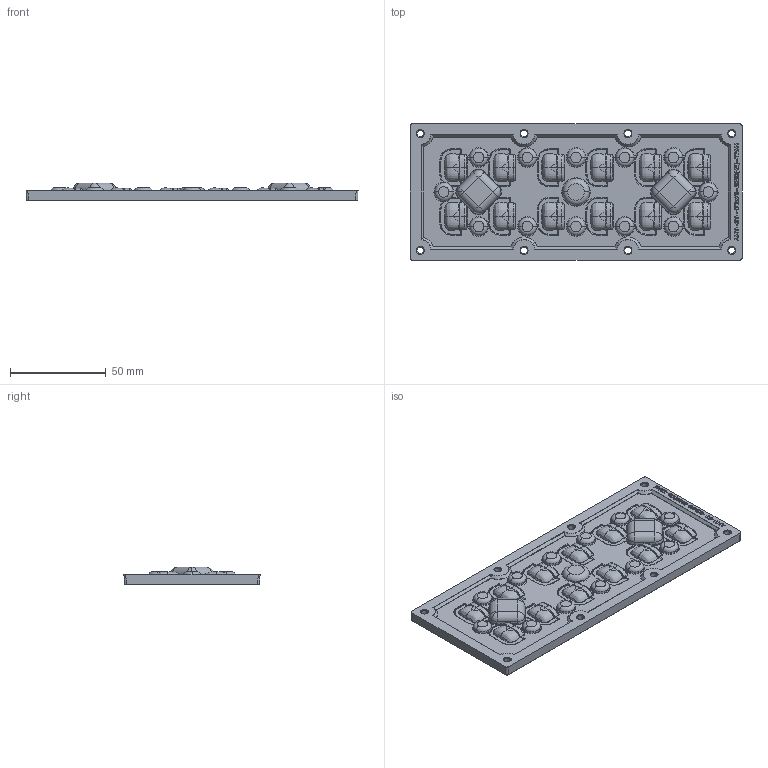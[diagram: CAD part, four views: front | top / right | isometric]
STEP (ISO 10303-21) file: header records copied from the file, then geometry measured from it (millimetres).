
FILE_DESCRIPTION (( 'STEP AP214' ), '1' );
FILE_NAME ('AMT-ST-173x70-5050(12)-T2M1_襟.STEP', '2023-10-06T09:06:14', ( '' ), ( '' ), 'SwSTEP 2.0', 'SolidWorks 2019', '' );
FILE_SCHEMA (( 'AUTOMOTIVE_DESIGN' ));
Length unit declared in the file: millimetre
Products named in the file (1): AMT-ST-173x70-5050(12)-T2M1_襟
Bounding box: 173.2 x 71 x 9.3 mm (x, y, z)
Volume: 36549.3 mm3; surface area: 32776.8 mm2
Topology: 1 solids, 1 shells, 4500 faces, 10851 edges, 6250 vertices
Faces by surface type: bspline 2757, cylinder 685, plane 418, torus 326, cone 196, sphere 118
Entity records: 220899 total; most frequent: CARTESIAN_POINT 138030, ORIENTED_EDGE 21340, DIRECTION 11832, EDGE_CURVE 10670, VERTEX_POINT 6250, AXIS2_PLACEMENT_3D 5009, B_SPLINE_CURVE_WITH_KNOTS 4956, EDGE_LOOP 4594
